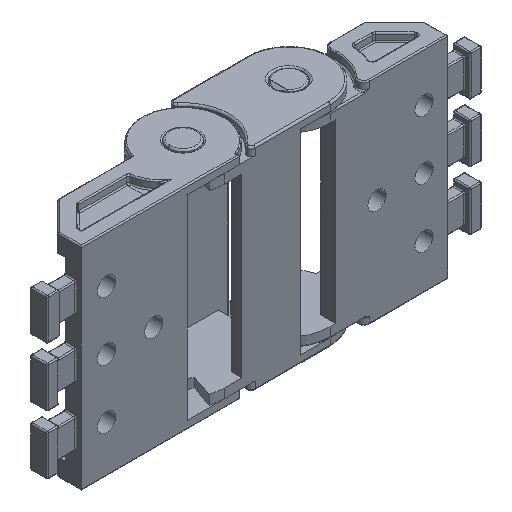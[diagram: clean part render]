
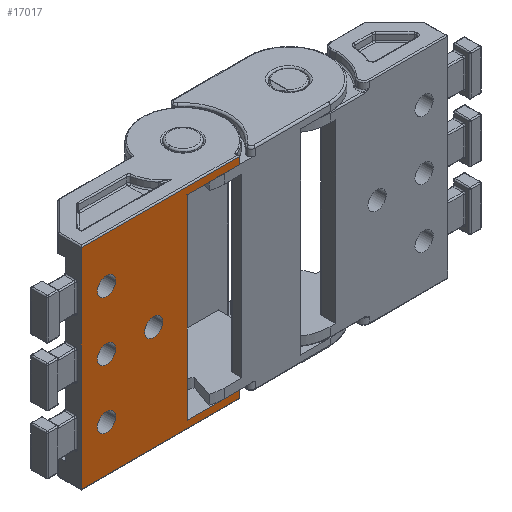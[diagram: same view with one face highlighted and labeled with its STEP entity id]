
A CAD part, isometric view. The second image highlights one B-rep face of the part: STEP entity #17017.
In plain terms, the highlighted planar face has unit normal (0, -1, 0).
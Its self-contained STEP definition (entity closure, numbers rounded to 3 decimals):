
#301 = DIRECTION ( 'NONE',  ( 0., -1., 0. ) ) ;
#467 = CARTESIAN_POINT ( 'NONE',  ( 64.577, -7., -21.6 ) ) ;
#546 = AXIS2_PLACEMENT_3D ( 'NONE', #8915, #4222, #1274 ) ;
#862 = CARTESIAN_POINT ( 'NONE',  ( 58.847, -7., -5. ) ) ;
#927 = DIRECTION ( 'NONE',  ( 1., 0., 0. ) ) ;
#1061 = VECTOR ( 'NONE', #9438, 1000. ) ;
#1274 = DIRECTION ( 'NONE',  ( 1., 0., 0. ) ) ;
#1309 = VECTOR ( 'NONE', #7864, 1000. ) ;
#1524 = VERTEX_POINT ( 'NONE', #18954 ) ;
#1601 = DIRECTION ( 'NONE',  ( 1., 0., 0. ) ) ;
#1871 = CARTESIAN_POINT ( 'NONE',  ( 50.847, -7., -5. ) ) ;
#1919 = CARTESIAN_POINT ( 'NONE',  ( 64.577, -7., 11.6 ) ) ;
#2035 = CARTESIAN_POINT ( 'NONE',  ( 49.297, -7., -15. ) ) ;
#2131 = VERTEX_POINT ( 'NONE', #1919 ) ;
#2153 = VERTEX_POINT ( 'NONE', #467 ) ;
#2224 = CARTESIAN_POINT ( 'NONE',  ( 73.447, -7., -21.6 ) ) ;
#2272 = ORIENTED_EDGE ( 'NONE', *, *, #12376, .T. ) ;
#2281 = CIRCLE ( 'NONE', #19853, 1.55 ) ;
#2652 = FACE_BOUND ( 'NONE', #7263, .T. ) ;
#2802 = CARTESIAN_POINT ( 'NONE',  ( 60.397, -7., -5. ) ) ;
#2806 = VECTOR ( 'NONE', #11752, 1000. ) ;
#2850 = DIRECTION ( 'NONE',  ( 0., 0., -1. ) ) ;
#2887 = ORIENTED_EDGE ( 'NONE', *, *, #11497, .T. ) ;
#2940 = ORIENTED_EDGE ( 'NONE', *, *, #12104, .T. ) ;
#3109 = CARTESIAN_POINT ( 'NONE',  ( 70.847, -7., 11.6 ) ) ;
#3203 = CARTESIAN_POINT ( 'NONE',  ( 46.577, -7., 12.8 ) ) ;
#3360 = AXIS2_PLACEMENT_3D ( 'NONE', #862, #8512, #927 ) ;
#3420 = VERTEX_POINT ( 'NONE', #19599 ) ;
#3748 = CARTESIAN_POINT ( 'NONE',  ( 73.447, -7., 12.8 ) ) ;
#3838 = CARTESIAN_POINT ( 'NONE',  ( 50.847, -7., 5. ) ) ;
#4016 = LINE ( 'NONE', #5443, #7660 ) ;
#4142 = VERTEX_POINT ( 'NONE', #15168 ) ;
#4222 = DIRECTION ( 'NONE',  ( 0., -1., 0. ) ) ;
#4362 = CARTESIAN_POINT ( 'NONE',  ( 46.577, -7., -22.8 ) ) ;
#4365 = EDGE_CURVE ( 'NONE', #2131, #2153, #11813, .T. ) ;
#4660 = FACE_BOUND ( 'NONE', #8964, .T. ) ;
#4687 = EDGE_LOOP ( 'NONE', ( #7091, #16715 ) ) ;
#4776 = ORIENTED_EDGE ( 'NONE', *, *, #17813, .F. ) ;
#4890 = CARTESIAN_POINT ( 'NONE',  ( 50.847, -7., 5. ) ) ;
#5037 = EDGE_CURVE ( 'NONE', #2131, #11053, #15029, .T. ) ;
#5218 = DIRECTION ( 'NONE',  ( 1., 0., 0. ) ) ;
#5283 = EDGE_LOOP ( 'NONE', ( #10015, #19667 ) ) ;
#5443 = CARTESIAN_POINT ( 'NONE',  ( 70.847, -7., -21.6 ) ) ;
#5594 = AXIS2_PLACEMENT_3D ( 'NONE', #9694, #12965, #13096 ) ;
#5809 = VERTEX_POINT ( 'NONE', #6495 ) ;
#5816 = EDGE_CURVE ( 'NONE', #8743, #15599, #16519, .T. ) ;
#5979 = DIRECTION ( 'NONE',  ( 1., 0., 0. ) ) ;
#6398 = VERTEX_POINT ( 'NONE', #2224 ) ;
#6495 = CARTESIAN_POINT ( 'NONE',  ( 57.297, -7., -5. ) ) ;
#6625 = DIRECTION ( 'NONE',  ( 1., 0., 0. ) ) ;
#6637 = DIRECTION ( 'NONE',  ( 0., -1., 0. ) ) ;
#6720 = DIRECTION ( 'NONE',  ( -1., 0., 0. ) ) ;
#6755 = DIRECTION ( 'NONE',  ( 0., 0., -1. ) ) ;
#6807 = VERTEX_POINT ( 'NONE', #3203 ) ;
#6854 = EDGE_CURVE ( 'NONE', #11902, #5809, #15084, .T. ) ;
#7059 = EDGE_CURVE ( 'NONE', #1524, #13728, #7750, .T. ) ;
#7091 = ORIENTED_EDGE ( 'NONE', *, *, #8015, .F. ) ;
#7111 = EDGE_CURVE ( 'NONE', #4142, #3420, #18000, .T. ) ;
#7178 = VECTOR ( 'NONE', #2850, 1000. ) ;
#7197 = CARTESIAN_POINT ( 'NONE',  ( 73.447, -7., -21.65 ) ) ;
#7263 = EDGE_LOOP ( 'NONE', ( #4776, #8493 ) ) ;
#7660 = VECTOR ( 'NONE', #6720, 1000. ) ;
#7750 = CIRCLE ( 'NONE', #11992, 1.55 ) ;
#7864 = DIRECTION ( 'NONE',  ( 0., 0., -1. ) ) ;
#8015 = EDGE_CURVE ( 'NONE', #5809, #11902, #11022, .T. ) ;
#8091 = CARTESIAN_POINT ( 'NONE',  ( 73.447, -7., -22.8 ) ) ;
#8212 = CARTESIAN_POINT ( 'NONE',  ( 73.447, -7., 11.65 ) ) ;
#8438 = CIRCLE ( 'NONE', #19254, 1.55 ) ;
#8493 = ORIENTED_EDGE ( 'NONE', *, *, #7111, .F. ) ;
#8512 = DIRECTION ( 'NONE',  ( 0., -1., 0. ) ) ;
#8743 = VERTEX_POINT ( 'NONE', #19714 ) ;
#8915 = CARTESIAN_POINT ( 'NONE',  ( 70.847, -7., -7. ) ) ;
#8964 = EDGE_LOOP ( 'NONE', ( #18021, #15628 ) ) ;
#9025 = CARTESIAN_POINT ( 'NONE',  ( 58.847, -7., -5. ) ) ;
#9302 = VERTEX_POINT ( 'NONE', #4362 ) ;
#9438 = DIRECTION ( 'NONE',  ( 1., 0., 0. ) ) ;
#9694 = CARTESIAN_POINT ( 'NONE',  ( 50.847, -7., -15. ) ) ;
#9854 = CARTESIAN_POINT ( 'NONE',  ( 73.447, -7., 11.6 ) ) ;
#10015 = ORIENTED_EDGE ( 'NONE', *, *, #12507, .F. ) ;
#10549 = AXIS2_PLACEMENT_3D ( 'NONE', #4890, #19053, #19185 ) ;
#10838 = CIRCLE ( 'NONE', #14274, 1.55 ) ;
#11022 = CIRCLE ( 'NONE', #3360, 1.55 ) ;
#11053 = VERTEX_POINT ( 'NONE', #9854 ) ;
#11158 = EDGE_CURVE ( 'NONE', #13036, #6807, #12091, .T. ) ;
#11444 = FACE_BOUND ( 'NONE', #5283, .T. ) ;
#11497 = EDGE_CURVE ( 'NONE', #6807, #9302, #18896, .T. ) ;
#11752 = DIRECTION ( 'NONE',  ( -1., 0., 0. ) ) ;
#11813 = LINE ( 'NONE', #18242, #7178 ) ;
#11902 = VERTEX_POINT ( 'NONE', #2802 ) ;
#11992 = AXIS2_PLACEMENT_3D ( 'NONE', #1871, #6637, #17411 ) ;
#12091 = LINE ( 'NONE', #16004, #2806 ) ;
#12104 = EDGE_CURVE ( 'NONE', #6398, #2153, #4016, .T. ) ;
#12376 = EDGE_CURVE ( 'NONE', #9302, #16059, #14294, .T. ) ;
#12507 = EDGE_CURVE ( 'NONE', #15599, #8743, #10838, .T. ) ;
#12724 = ORIENTED_EDGE ( 'NONE', *, *, #19381, .F. ) ;
#12837 = CARTESIAN_POINT ( 'NONE',  ( 50.847, -7., -15. ) ) ;
#12965 = DIRECTION ( 'NONE',  ( 0., -1., 0. ) ) ;
#13036 = VERTEX_POINT ( 'NONE', #3748 ) ;
#13096 = DIRECTION ( 'NONE',  ( 1., 0., 0. ) ) ;
#13728 = VERTEX_POINT ( 'NONE', #18359 ) ;
#13823 = DIRECTION ( 'NONE',  ( 0., -1., 0. ) ) ;
#14025 = CARTESIAN_POINT ( 'NONE',  ( 50.847, -7., -5. ) ) ;
#14274 = AXIS2_PLACEMENT_3D ( 'NONE', #12837, #18979, #6625 ) ;
#14294 = LINE ( 'NONE', #15596, #1061 ) ;
#14639 = EDGE_CURVE ( 'NONE', #16059, #6398, #18294, .T. ) ;
#14767 = DIRECTION ( 'NONE',  ( 0., -1., 0. ) ) ;
#14863 = EDGE_CURVE ( 'NONE', #13728, #1524, #8438, .T. ) ;
#15029 = LINE ( 'NONE', #3109, #16973 ) ;
#15084 = CIRCLE ( 'NONE', #19962, 1.55 ) ;
#15143 = ORIENTED_EDGE ( 'NONE', *, *, #14639, .T. ) ;
#15168 = CARTESIAN_POINT ( 'NONE',  ( 52.397, -7., 5. ) ) ;
#15581 = CARTESIAN_POINT ( 'NONE',  ( 46.577, -7., -7. ) ) ;
#15596 = CARTESIAN_POINT ( 'NONE',  ( 70.847, -7., -22.8 ) ) ;
#15599 = VERTEX_POINT ( 'NONE', #2035 ) ;
#15628 = ORIENTED_EDGE ( 'NONE', *, *, #7059, .F. ) ;
#15658 = VECTOR ( 'NONE', #16476, 1000. ) ;
#16004 = CARTESIAN_POINT ( 'NONE',  ( 70.847, -7., 12.8 ) ) ;
#16059 = VERTEX_POINT ( 'NONE', #8091 ) ;
#16476 = DIRECTION ( 'NONE',  ( 0., 0., 1. ) ) ;
#16519 = CIRCLE ( 'NONE', #5594, 1.55 ) ;
#16602 = ORIENTED_EDGE ( 'NONE', *, *, #4365, .F. ) ;
#16610 = LINE ( 'NONE', #8212, #17832 ) ;
#16690 = PLANE ( 'NONE',  #546 ) ;
#16715 = ORIENTED_EDGE ( 'NONE', *, *, #6854, .F. ) ;
#16973 = VECTOR ( 'NONE', #1601, 1000. ) ;
#17017 = ADVANCED_FACE ( 'NONE', ( #17092, #20005, #4660, #11444, #2652 ), #16690, .T. ) ;
#17092 = FACE_OUTER_BOUND ( 'NONE', #17928, .T. ) ;
#17411 = DIRECTION ( 'NONE',  ( 1., 0., 0. ) ) ;
#17813 = EDGE_CURVE ( 'NONE', #3420, #4142, #2281, .T. ) ;
#17832 = VECTOR ( 'NONE', #6755, 1000. ) ;
#17928 = EDGE_LOOP ( 'NONE', ( #2887, #2272, #15143, #2940, #16602, #18480, #12724, #18243 ) ) ;
#18000 = CIRCLE ( 'NONE', #10549, 1.55 ) ;
#18021 = ORIENTED_EDGE ( 'NONE', *, *, #14863, .F. ) ;
#18242 = CARTESIAN_POINT ( 'NONE',  ( 64.577, -7., -8.4 ) ) ;
#18243 = ORIENTED_EDGE ( 'NONE', *, *, #11158, .T. ) ;
#18294 = LINE ( 'NONE', #7197, #15658 ) ;
#18359 = CARTESIAN_POINT ( 'NONE',  ( 49.297, -7., -5. ) ) ;
#18480 = ORIENTED_EDGE ( 'NONE', *, *, #5037, .T. ) ;
#18896 = LINE ( 'NONE', #15581, #1309 ) ;
#18954 = CARTESIAN_POINT ( 'NONE',  ( 52.397, -7., -5. ) ) ;
#18979 = DIRECTION ( 'NONE',  ( 0., -1., 0. ) ) ;
#18982 = DIRECTION ( 'NONE',  ( 1., 0., 0. ) ) ;
#19053 = DIRECTION ( 'NONE',  ( 0., -1., 0. ) ) ;
#19185 = DIRECTION ( 'NONE',  ( 1., 0., 0. ) ) ;
#19254 = AXIS2_PLACEMENT_3D ( 'NONE', #14025, #301, #18982 ) ;
#19381 = EDGE_CURVE ( 'NONE', #13036, #11053, #16610, .T. ) ;
#19599 = CARTESIAN_POINT ( 'NONE',  ( 49.297, -7., 5. ) ) ;
#19667 = ORIENTED_EDGE ( 'NONE', *, *, #5816, .F. ) ;
#19714 = CARTESIAN_POINT ( 'NONE',  ( 52.397, -7., -15. ) ) ;
#19853 = AXIS2_PLACEMENT_3D ( 'NONE', #3838, #14767, #5218 ) ;
#19962 = AXIS2_PLACEMENT_3D ( 'NONE', #9025, #13823, #5979 ) ;
#20005 = FACE_BOUND ( 'NONE', #4687, .T. ) ;
